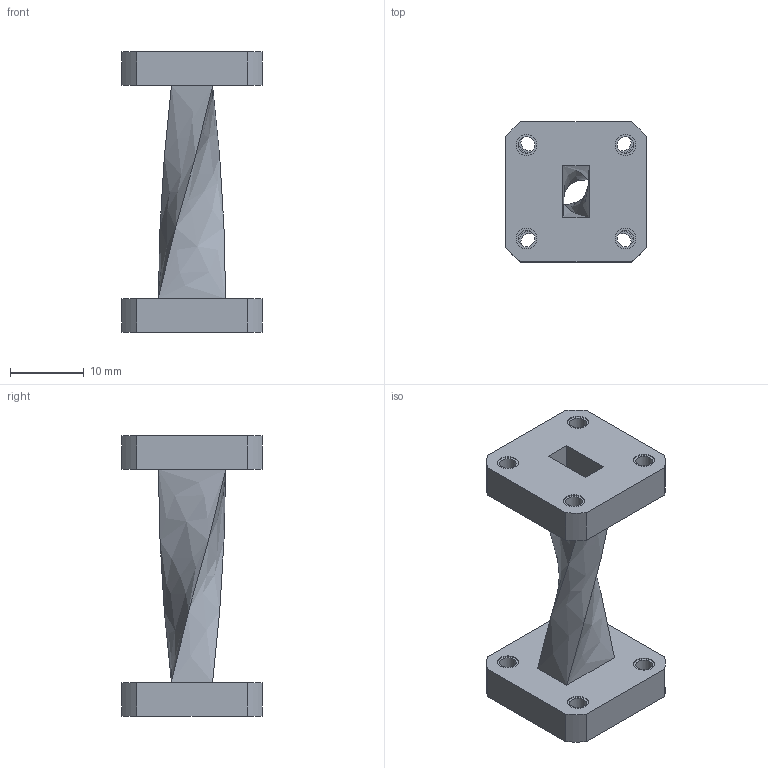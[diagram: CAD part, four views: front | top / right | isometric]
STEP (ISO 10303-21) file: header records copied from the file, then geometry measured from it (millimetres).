
FILE_DESCRIPTION (( 'STEP AP203' ), '1' );
FILE_NAME ('PE-W28TW1001_3D.step', '2020-12-23T17:57:22', ( '' ), ( '' ), 'SwSTEP 2.0', 'SolidWorks 2018', '' );
FILE_SCHEMA (( 'CONFIG_CONTROL_DESIGN' ));
Length unit declared in the file: inch
Products named in the file (1): PE-W28TW1001_3D
Bounding box: 19.05 x 19.05 x 38.1 mm (x, y, z)
Volume: 3502.7 mm3; surface area: 3567.7 mm2
Topology: 1 solids, 1 shells, 76 faces, 168 edges, 112 vertices
Faces by surface type: plane 36, cylinder 32, bspline 8
Full cylindrical faces by diameter (mm): 2.261 x8, 2.845 x16
Entity records: 2765 total; most frequent: CARTESIAN_POINT 1091, DIRECTION 326, ORIENTED_EDGE 272, EDGE_CURVE 136, EDGE_LOOP 136, AXIS2_PLACEMENT_3D 133, VERTEX_POINT 104, FACE_OUTER_BOUND 100
